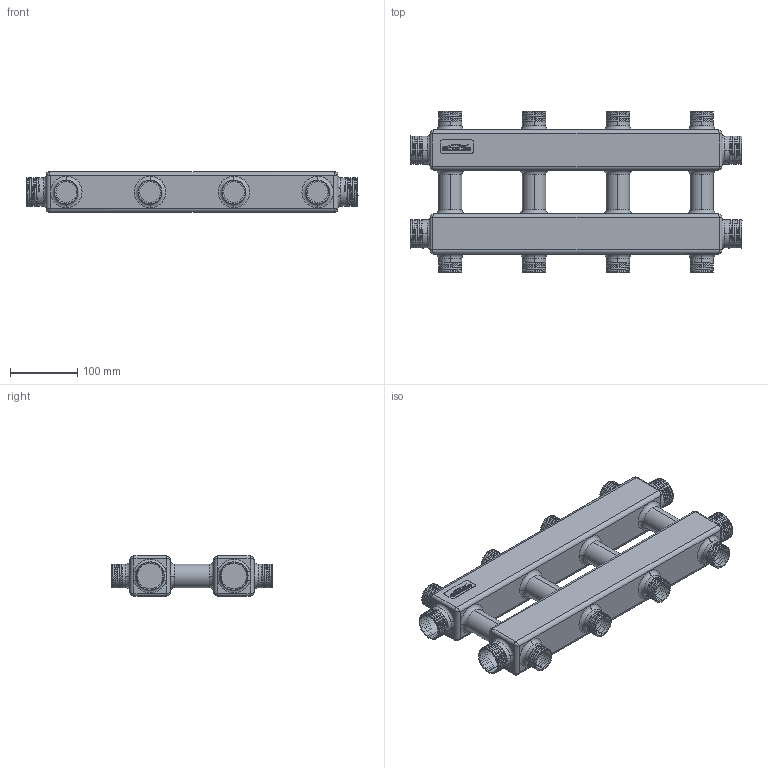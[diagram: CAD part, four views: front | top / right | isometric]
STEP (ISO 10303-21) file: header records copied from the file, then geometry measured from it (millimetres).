
FILE_DESCRIPTION (( 'STEP AP214' ), '1' );
FILE_NAME ('MK[SS]-100-4DU.17 .STEP', '2017-03-01T05:54:16', ( '' ), ( '' ), 'SwSTEP 2.0', 'SolidWorks 2015', '' );
FILE_SCHEMA (( 'AUTOMOTIVE_DESIGN' ));
Length unit declared in the file: millimetre
Products named in the file (1): MK[SS]-100-4DU.17 
Bounding box: 495 x 240 x 61 mm (x, y, z)
Volume: 3243312.3 mm3; surface area: 342976 mm2
Topology: 1 solids, 5 shells, 890 faces, 2444 edges, 1594 vertices
Faces by surface type: bspline 392, plane 236, cylinder 220, torus 42
Entity records: 41546 total; most frequent: CARTESIAN_POINT 21949, ORIENTED_EDGE 4856, DIRECTION 2650, EDGE_CURVE 2428, VERTEX_POINT 1594, LINE 1060, VECTOR 1060, EDGE_LOOP 942
